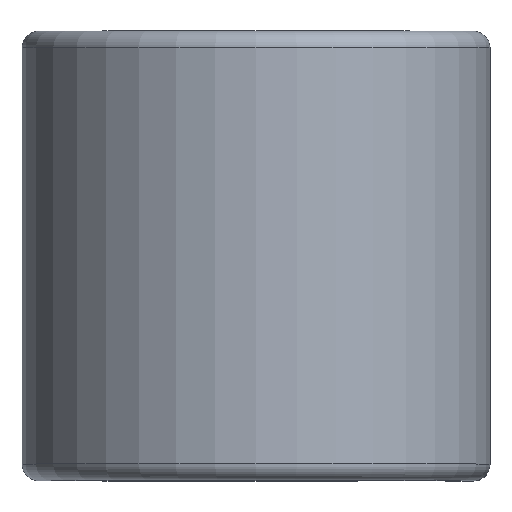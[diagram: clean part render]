
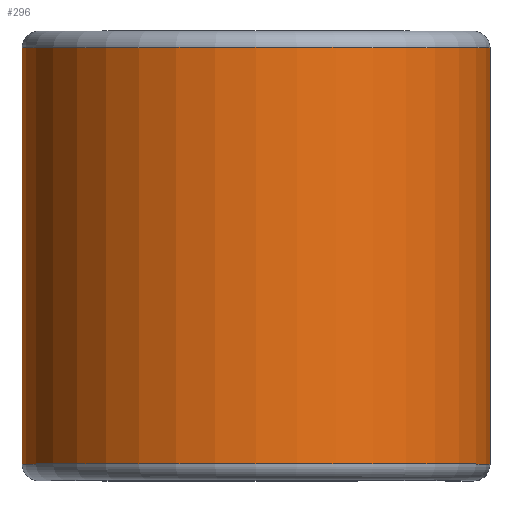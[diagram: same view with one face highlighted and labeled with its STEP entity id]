
A CAD part, top view. The second image highlights one B-rep face of the part: STEP entity #296.
In plain terms, the highlighted cylindrical face has radius 10.744 mm (diameter 21.488 mm), a partial arc.
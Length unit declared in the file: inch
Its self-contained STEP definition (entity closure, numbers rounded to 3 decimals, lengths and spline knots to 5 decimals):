
#53 = CARTESIAN_POINT ( 'NONE',  ( 0., -0.37625, 0. ) ) ;
#74 = CARTESIAN_POINT ( 'NONE',  ( 0.423, 0.37625, 0. ) ) ;
#107 = CARTESIAN_POINT ( 'NONE',  ( 0.423, 0.37625, 0. ) ) ;
#149 = CARTESIAN_POINT ( 'NONE',  ( 0., -0.37625, -0.423 ) ) ;
#250 = DIRECTION ( 'NONE',  ( 0., 0., -1. ) ) ;
#296 = ADVANCED_FACE ( 'NONE', ( #685 ), #587, .T. ) ;
#398 = CIRCLE ( 'NONE', #848, 0.423 ) ;
#469 = CARTESIAN_POINT ( 'NONE',  ( 0.423, -0.37625, 0. ) ) ;
#504 = VECTOR ( 'NONE', #1518, 39.37008 ) ;
#587 = CYLINDRICAL_SURFACE ( 'NONE', #1818, 0.423 ) ;
#601 = CIRCLE ( 'NONE', #1060, 0.423 ) ;
#603 = ORIENTED_EDGE ( 'NONE', *, *, #1568, .F. ) ;
#614 = VERTEX_POINT ( 'NONE', #107 ) ;
#659 = ORIENTED_EDGE ( 'NONE', *, *, #1186, .F. ) ;
#685 = FACE_OUTER_BOUND ( 'NONE', #767, .T. ) ;
#767 = EDGE_LOOP ( 'NONE', ( #1024, #780, #659, #603 ) ) ;
#780 = ORIENTED_EDGE ( 'NONE', *, *, #1354, .T. ) ;
#848 = AXIS2_PLACEMENT_3D ( 'NONE', #53, #1331, #250 ) ;
#865 = VECTOR ( 'NONE', #1773, 39.37008 ) ;
#910 = DIRECTION ( 'NONE',  ( 0., -1., 0. ) ) ;
#935 = EDGE_CURVE ( 'NONE', #1691, #614, #994, .T. ) ;
#994 = LINE ( 'NONE', #74, #504 ) ;
#1024 = ORIENTED_EDGE ( 'NONE', *, *, #935, .T. ) ;
#1060 = AXIS2_PLACEMENT_3D ( 'NONE', #1993, #910, #2172 ) ;
#1089 = DIRECTION ( 'NONE',  ( 0., -1., 0. ) ) ;
#1186 = EDGE_CURVE ( 'NONE', #1290, #1438, #1321, .T. ) ;
#1220 = DIRECTION ( 'NONE',  ( 0., 0., -1. ) ) ;
#1290 = VERTEX_POINT ( 'NONE', #149 ) ;
#1321 = LINE ( 'NONE', #1390, #865 ) ;
#1331 = DIRECTION ( 'NONE',  ( 0., -1., 0. ) ) ;
#1354 = EDGE_CURVE ( 'NONE', #614, #1438, #601, .T. ) ;
#1390 = CARTESIAN_POINT ( 'NONE',  ( 0., 0.37625, -0.423 ) ) ;
#1438 = VERTEX_POINT ( 'NONE', #1837 ) ;
#1518 = DIRECTION ( 'NONE',  ( 0., 1., 0. ) ) ;
#1568 = EDGE_CURVE ( 'NONE', #1691, #1290, #398, .T. ) ;
#1691 = VERTEX_POINT ( 'NONE', #469 ) ;
#1773 = DIRECTION ( 'NONE',  ( 0., 1., 0. ) ) ;
#1818 = AXIS2_PLACEMENT_3D ( 'NONE', #2135, #1089, #1220 ) ;
#1837 = CARTESIAN_POINT ( 'NONE',  ( 0., 0.37625, -0.423 ) ) ;
#1993 = CARTESIAN_POINT ( 'NONE',  ( 0., 0.37625, 0. ) ) ;
#2135 = CARTESIAN_POINT ( 'NONE',  ( 0., 0.375, 0. ) ) ;
#2172 = DIRECTION ( 'NONE',  ( 0., 0., -1. ) ) ;
